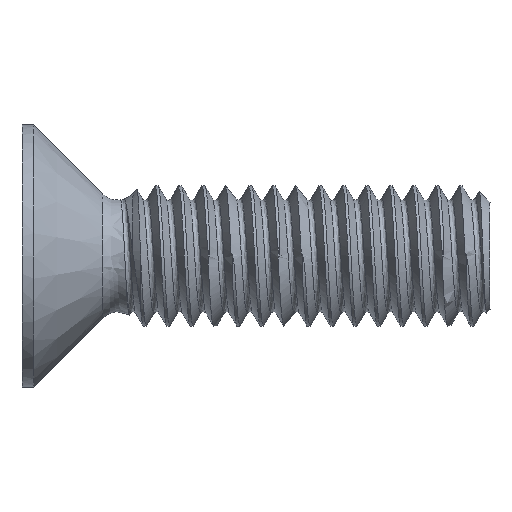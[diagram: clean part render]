
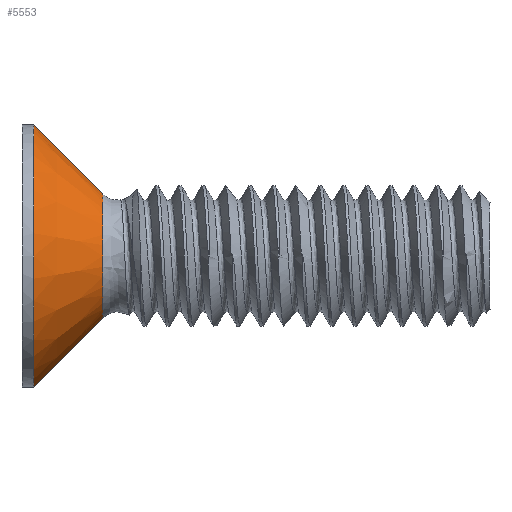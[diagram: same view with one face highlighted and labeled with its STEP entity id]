
A CAD part, front view. The second image highlights one B-rep face of the part: STEP entity #5553.
In plain terms, the highlighted conical face has half-angle 45 degrees and reference radius 2.8 mm.
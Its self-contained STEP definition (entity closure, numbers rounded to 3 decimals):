
#289 = CARTESIAN_POINT ( 'NONE',  ( 0.25, 0., -2.8 ) ) ;
#569 = DIRECTION ( 'NONE',  ( 0., 0., 1. ) ) ;
#635 = EDGE_CURVE ( 'NONE', #8679, #10736, #9603, .T. ) ;
#1201 = DIRECTION ( 'NONE',  ( 0., 0., -1. ) ) ;
#1283 = CONICAL_SURFACE ( 'NONE', #12169, 2.8, 0.785 ) ;
#1525 = FACE_OUTER_BOUND ( 'NONE', #10266, .T. ) ;
#1805 = ORIENTED_EDGE ( 'NONE', *, *, #3233, .T. ) ;
#2252 = VERTEX_POINT ( 'NONE', #12932 ) ;
#2689 = CARTESIAN_POINT ( 'NONE',  ( 0.25, 0., 0. ) ) ;
#2692 = CARTESIAN_POINT ( 'NONE',  ( 0.25, 0., 0. ) ) ;
#3233 = EDGE_CURVE ( 'NONE', #2252, #10736, #12816, .T. ) ;
#3254 = DIRECTION ( 'NONE',  ( -0.707, 0., 0.707 ) ) ;
#3294 = DIRECTION ( 'NONE',  ( -0.707, 0., -0.707 ) ) ;
#3522 = DIRECTION ( 'NONE',  ( -1., 0., 0. ) ) ;
#4266 = ORIENTED_EDGE ( 'NONE', *, *, #5037, .T. ) ;
#4556 = CIRCLE ( 'NONE', #5412, 1.325 ) ;
#5037 = EDGE_CURVE ( 'NONE', #8679, #5352, #4556, .T. ) ;
#5352 = VERTEX_POINT ( 'NONE', #7799 ) ;
#5412 = AXIS2_PLACEMENT_3D ( 'NONE', #12710, #10533, #1201 ) ;
#5553 = ADVANCED_FACE ( 'NONE', ( #1525 ), #1283, .T. ) ;
#5682 = DIRECTION ( 'NONE',  ( 0., 1., 0. ) ) ;
#5853 = CARTESIAN_POINT ( 'NONE',  ( 1.725, 0., -1.325 ) ) ;
#6718 = ORIENTED_EDGE ( 'NONE', *, *, #7479, .T. ) ;
#7479 = EDGE_CURVE ( 'NONE', #5352, #2252, #12508, .T. ) ;
#7799 = CARTESIAN_POINT ( 'NONE',  ( 1.725, 0., 1.325 ) ) ;
#8679 = VERTEX_POINT ( 'NONE', #5853 ) ;
#8683 = VECTOR ( 'NONE', #3254, 1000. ) ;
#9076 = DIRECTION ( 'NONE',  ( 1., 0., 0. ) ) ;
#9540 = CARTESIAN_POINT ( 'NONE',  ( 0.25, 0., -2.8 ) ) ;
#9603 = LINE ( 'NONE', #9540, #12365 ) ;
#9758 = AXIS2_PLACEMENT_3D ( 'NONE', #2689, #9076, #5682 ) ;
#10266 = EDGE_LOOP ( 'NONE', ( #13474, #4266, #6718, #1805 ) ) ;
#10533 = DIRECTION ( 'NONE',  ( -1., 0., 0. ) ) ;
#10736 = VERTEX_POINT ( 'NONE', #289 ) ;
#11749 = CARTESIAN_POINT ( 'NONE',  ( 0.25, 0., 2.8 ) ) ;
#12169 = AXIS2_PLACEMENT_3D ( 'NONE', #2692, #3522, #569 ) ;
#12365 = VECTOR ( 'NONE', #3294, 1000. ) ;
#12508 = LINE ( 'NONE', #11749, #8683 ) ;
#12710 = CARTESIAN_POINT ( 'NONE',  ( 1.725, 0., 0. ) ) ;
#12816 = CIRCLE ( 'NONE', #9758, 2.8 ) ;
#12932 = CARTESIAN_POINT ( 'NONE',  ( 0.25, 0., 2.8 ) ) ;
#13474 = ORIENTED_EDGE ( 'NONE', *, *, #635, .F. ) ;
